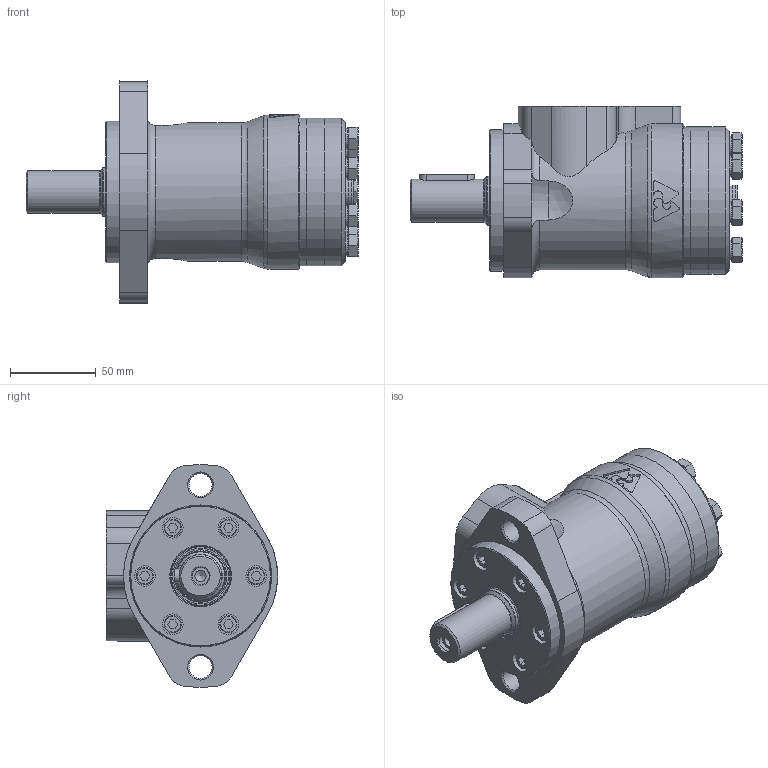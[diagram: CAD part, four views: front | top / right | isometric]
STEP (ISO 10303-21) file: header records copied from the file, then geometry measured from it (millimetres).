
FILE_DESCRIPTION(/* description */ ('STEP AP214'),/* implementation_level */ '2;1');
FILE_NAME(/* name */ 'MP80CD',/* time_stamp */ '2022-11-18T10:25:03+01:00',/* author */ ('License CC BY-ND 4.0'),/* organization */ ('CADENAS'),/* preprocessor_version */ 'ST-DEVELOPER v18.102',/* originating_system */ 'PARTsolutions',/* authorisation */ ' ');
FILE_SCHEMA (('AUTOMOTIVE_DESIGN {1 0 10303 214 3 1 1}'));
Length unit declared in the file: millimetre
Products named in the file (7): MP80CD; MP; MP80D; MPVP; MPFMF; MPCSH; MPCBO
Assembly tree (6 placements, depth 2):
  MP80CD
    MP
    MP80D
    MPVP
    MPFMF
    MPCSH
    MPCBO
Bounding box: 193.77 x 100 x 129.82 mm (x, y, z)
Volume: 901153.7 mm3; surface area: 127306.3 mm2
Topology: 6 solids, 6 shells, 386 faces, 875 edges, 543 vertices
Faces by surface type: plane 209, cylinder 86, cone 73, torus 16, sphere 2
Full cylindrical faces by diameter (mm): 2 x2, 6.647 x5, 7 x1, 10 x7, 11.9 x7, 12 x6, 13 x7, 13.35 x2, 17 x1, 18 x1, 18.631 x2, 25 x1, 28.56 x1, 29 x1, 32.6 x1, 35 x1, 82.3 x1, 82.5 x1, 82.55 x1, 86 x3, 90 x1
Entity records: 10454 total; most frequent: CARTESIAN_POINT 2168, DIRECTION 1697, ORIENTED_EDGE 1510, EDGE_CURVE 755, AXIS2_PLACEMENT_3D 679, FACE_BOUND 537, EDGE_LOOP 528, VERTEX_POINT 526
